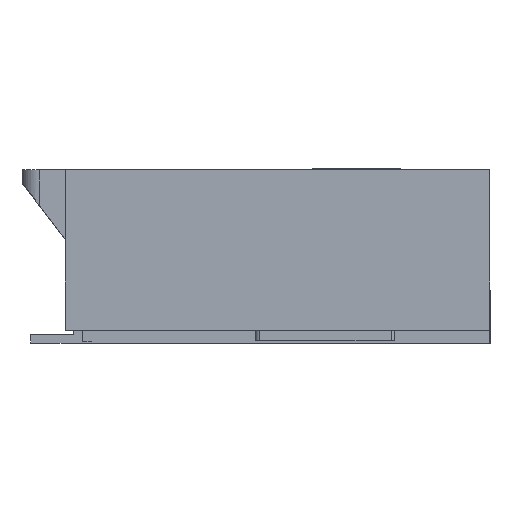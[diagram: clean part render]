
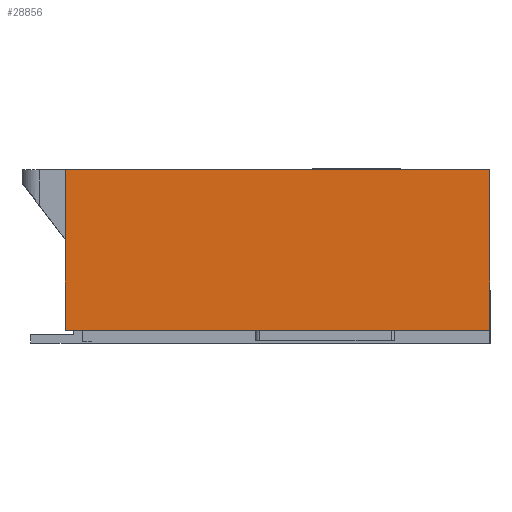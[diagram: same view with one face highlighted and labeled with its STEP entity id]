
A CAD part, left-side view. The second image highlights one B-rep face of the part: STEP entity #28856.
In plain terms, the highlighted planar face has unit normal (-1, 0, 0).
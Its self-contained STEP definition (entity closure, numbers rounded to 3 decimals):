
#1441 = CARTESIAN_POINT ( 'NONE',  ( -14.25, 0., 0. ) ) ;
#2240 = VECTOR ( 'NONE', #14518, 1000. ) ;
#3210 = LINE ( 'NONE', #60459, #9669 ) ;
#6248 = EDGE_CURVE ( 'NONE', #11977, #33674, #61220, .T. ) ;
#7273 = FACE_OUTER_BOUND ( 'NONE', #62341, .T. ) ;
#9669 = VECTOR ( 'NONE', #46500, 1000. ) ;
#11066 = LINE ( 'NONE', #23505, #18059 ) ;
#11977 = VERTEX_POINT ( 'NONE', #17633 ) ;
#14518 = DIRECTION ( 'NONE',  ( 0., 0., 1. ) ) ;
#14949 = ORIENTED_EDGE ( 'NONE', *, *, #22577, .T. ) ;
#16146 = CARTESIAN_POINT ( 'NONE',  ( -14.25, -5.15, 0. ) ) ;
#17633 = CARTESIAN_POINT ( 'NONE',  ( -14.25, -5.15, 2. ) ) ;
#18059 = VECTOR ( 'NONE', #55051, 1000. ) ;
#18234 = VECTOR ( 'NONE', #22185, 1000. ) ;
#21429 = ORIENTED_EDGE ( 'NONE', *, *, #64684, .T. ) ;
#22185 = DIRECTION ( 'NONE',  ( 0., 1., 0. ) ) ;
#22577 = EDGE_CURVE ( 'NONE', #29847, #11977, #79643, .T. ) ;
#23505 = CARTESIAN_POINT ( 'NONE',  ( -14.25, -0.25, 0. ) ) ;
#26714 = DIRECTION ( 'NONE',  ( 1., 0., 0. ) ) ;
#27923 = ORIENTED_EDGE ( 'NONE', *, *, #6248, .T. ) ;
#28856 = ADVANCED_FACE ( 'NONE', ( #7273 ), #58253, .F. ) ;
#29847 = VERTEX_POINT ( 'NONE', #49986 ) ;
#31546 = EDGE_CURVE ( 'NONE', #72633, #29847, #3210, .T. ) ;
#33674 = VERTEX_POINT ( 'NONE', #46288 ) ;
#35969 = ORIENTED_EDGE ( 'NONE', *, *, #31546, .T. ) ;
#36090 = AXIS2_PLACEMENT_3D ( 'NONE', #1441, #26714, #58653 ) ;
#46288 = CARTESIAN_POINT ( 'NONE',  ( -14.25, -0.25, 2. ) ) ;
#46500 = DIRECTION ( 'NONE',  ( 0., -1., 0. ) ) ;
#49986 = CARTESIAN_POINT ( 'NONE',  ( -14.25, -5.15, 0.15 ) ) ;
#55051 = DIRECTION ( 'NONE',  ( 0., 0., -1. ) ) ;
#58253 = PLANE ( 'NONE',  #36090 ) ;
#58653 = DIRECTION ( 'NONE',  ( 0., 1., 0. ) ) ;
#60459 = CARTESIAN_POINT ( 'NONE',  ( -14.25, -0.25, 0.15 ) ) ;
#60650 = CARTESIAN_POINT ( 'NONE',  ( -14.25, -0.25, 0.15 ) ) ;
#61220 = LINE ( 'NONE', #74502, #18234 ) ;
#62341 = EDGE_LOOP ( 'NONE', ( #35969, #14949, #27923, #21429 ) ) ;
#64684 = EDGE_CURVE ( 'NONE', #33674, #72633, #11066, .T. ) ;
#72633 = VERTEX_POINT ( 'NONE', #60650 ) ;
#74502 = CARTESIAN_POINT ( 'NONE',  ( -14.25, -5.15, 2. ) ) ;
#79643 = LINE ( 'NONE', #16146, #2240 ) ;
